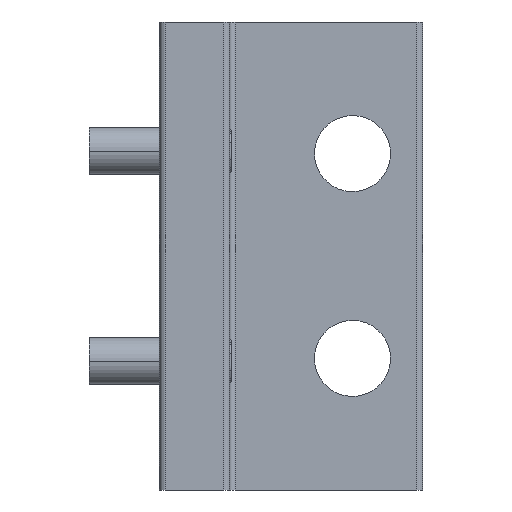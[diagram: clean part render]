
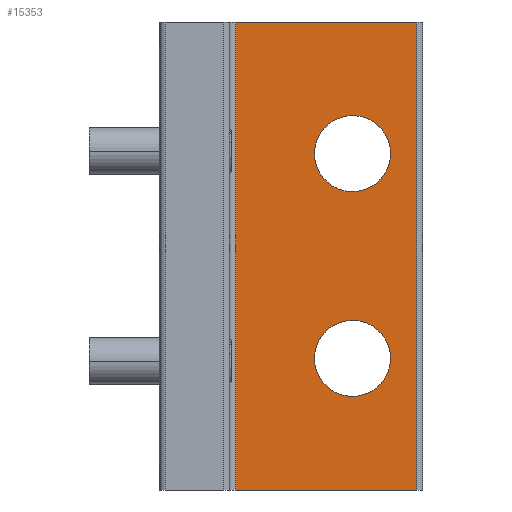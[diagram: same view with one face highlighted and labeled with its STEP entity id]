
A CAD part, left-side view. The second image highlights one B-rep face of the part: STEP entity #15353.
In plain terms, the highlighted planar face has unit normal (-1, 0, 0).
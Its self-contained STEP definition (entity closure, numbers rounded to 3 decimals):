
#15258=AXIS2_PLACEMENT_3D('Circle Axis2P3D',#15256,#15257,$) ;
#15282=AXIS2_PLACEMENT_3D('Circle Axis2P3D',#15280,#15281,$) ;
#15295=AXIS2_PLACEMENT_3D('Plane Axis2P3D',#15292,#15293,#15294) ;
#15337=AXIS2_PLACEMENT_3D('Circle Axis2P3D',#15335,#15336,$) ;
#15346=AXIS2_PLACEMENT_3D('Circle Axis2P3D',#15344,#15345,$) ;
#15253=CARTESIAN_POINT('Vertex',(-264.5,-388.704,232.616)) ;
#15256=CARTESIAN_POINT('Axis2P3D Location',(-264.5,-383.,229.5)) ;
#15260=CARTESIAN_POINT('Vertex',(-264.5,-377.296,226.384)) ;
#15280=CARTESIAN_POINT('Axis2P3D Location',(-264.5,-383.,229.5)) ;
#15292=CARTESIAN_POINT('Axis2P3D Location',(-264.5,-362.,247.)) ;
#15297=CARTESIAN_POINT('Line Origine',(-264.5,-363.,247.)) ;
#15301=CARTESIAN_POINT('Vertex',(-264.5,-363.,207.)) ;
#15303=CARTESIAN_POINT('Vertex',(-264.5,-363.,287.)) ;
#15306=CARTESIAN_POINT('Line Origine',(-264.5,-378.5,207.)) ;
#15310=CARTESIAN_POINT('Vertex',(-264.5,-394.,207.)) ;
#15313=CARTESIAN_POINT('Line Origine',(-264.5,-394.,247.)) ;
#15317=CARTESIAN_POINT('Vertex',(-264.5,-394.,287.)) ;
#15320=CARTESIAN_POINT('Line Origine',(-264.5,-378.5,287.)) ;
#15335=CARTESIAN_POINT('Axis2P3D Location',(-264.5,-383.,264.5)) ;
#15339=CARTESIAN_POINT('Vertex',(-264.5,-377.296,261.384)) ;
#15341=CARTESIAN_POINT('Vertex',(-264.5,-388.704,267.616)) ;
#15344=CARTESIAN_POINT('Axis2P3D Location',(-264.5,-383.,264.5)) ;
#15257=DIRECTION('Axis2P3D Direction',(-1.,0.,0.)) ;
#15281=DIRECTION('Axis2P3D Direction',(-1.,0.,0.)) ;
#15293=DIRECTION('Axis2P3D Direction',(1.,0.,0.)) ;
#15294=DIRECTION('Axis2P3D XDirection',(0.,-1.,0.)) ;
#15298=DIRECTION('Vector Direction',(0.,0.,-1.)) ;
#15307=DIRECTION('Vector Direction',(0.,-1.,0.)) ;
#15314=DIRECTION('Vector Direction',(0.,0.,-1.)) ;
#15321=DIRECTION('Vector Direction',(0.,-1.,0.)) ;
#15336=DIRECTION('Axis2P3D Direction',(1.,0.,0.)) ;
#15345=DIRECTION('Axis2P3D Direction',(1.,0.,0.)) ;
#15299=VECTOR('Line Direction',#15298,1.) ;
#15308=VECTOR('Line Direction',#15307,1.) ;
#15315=VECTOR('Line Direction',#15314,1.) ;
#15322=VECTOR('Line Direction',#15321,1.) ;
#15326=ORIENTED_EDGE('',*,*,#15305,.F.) ;
#15327=ORIENTED_EDGE('',*,*,#15312,.F.) ;
#15328=ORIENTED_EDGE('',*,*,#15319,.F.) ;
#15329=ORIENTED_EDGE('',*,*,#15324,.T.) ;
#15332=ORIENTED_EDGE('',*,*,#15284,.F.) ;
#15333=ORIENTED_EDGE('',*,*,#15262,.F.) ;
#15350=ORIENTED_EDGE('',*,*,#15343,.F.) ;
#15351=ORIENTED_EDGE('',*,*,#15348,.F.) ;
#15334=FACE_BOUND('',#15331,.T.) ;
#15352=FACE_BOUND('',#15349,.T.) ;
#15353=ADVANCED_FACE('RA4624001_1PA_001_04_TERMINALE_POSTERIORE_A.5\\PartBody',(#15330,#15334,#15352),#15296,.F.) ;
#15259=CIRCLE('generated circle',#15258,6.5) ;
#15283=CIRCLE('generated circle',#15282,6.5) ;
#15338=CIRCLE('generated circle',#15337,6.5) ;
#15347=CIRCLE('generated circle',#15346,6.5) ;
#15262=EDGE_CURVE('',#15254,#15261,#15259,.T.) ;
#15284=EDGE_CURVE('',#15261,#15254,#15283,.T.) ;
#15305=EDGE_CURVE('',#15302,#15304,#15300,.F.) ;
#15312=EDGE_CURVE('',#15311,#15302,#15309,.F.) ;
#15319=EDGE_CURVE('',#15318,#15311,#15316,.T.) ;
#15324=EDGE_CURVE('',#15318,#15304,#15323,.F.) ;
#15343=EDGE_CURVE('',#15340,#15342,#15338,.F.) ;
#15348=EDGE_CURVE('',#15342,#15340,#15347,.F.) ;
#15325=EDGE_LOOP('',(#15326,#15327,#15328,#15329)) ;
#15331=EDGE_LOOP('',(#15332,#15333)) ;
#15349=EDGE_LOOP('',(#15350,#15351)) ;
#15330=FACE_OUTER_BOUND('',#15325,.T.) ;
#15300=LINE('Line',#15297,#15299) ;
#15309=LINE('Line',#15306,#15308) ;
#15316=LINE('Line',#15313,#15315) ;
#15323=LINE('Line',#15320,#15322) ;
#15296=PLANE('',#15295) ;
#15254=VERTEX_POINT('',#15253) ;
#15261=VERTEX_POINT('',#15260) ;
#15302=VERTEX_POINT('',#15301) ;
#15304=VERTEX_POINT('',#15303) ;
#15311=VERTEX_POINT('',#15310) ;
#15318=VERTEX_POINT('',#15317) ;
#15340=VERTEX_POINT('',#15339) ;
#15342=VERTEX_POINT('',#15341) ;
